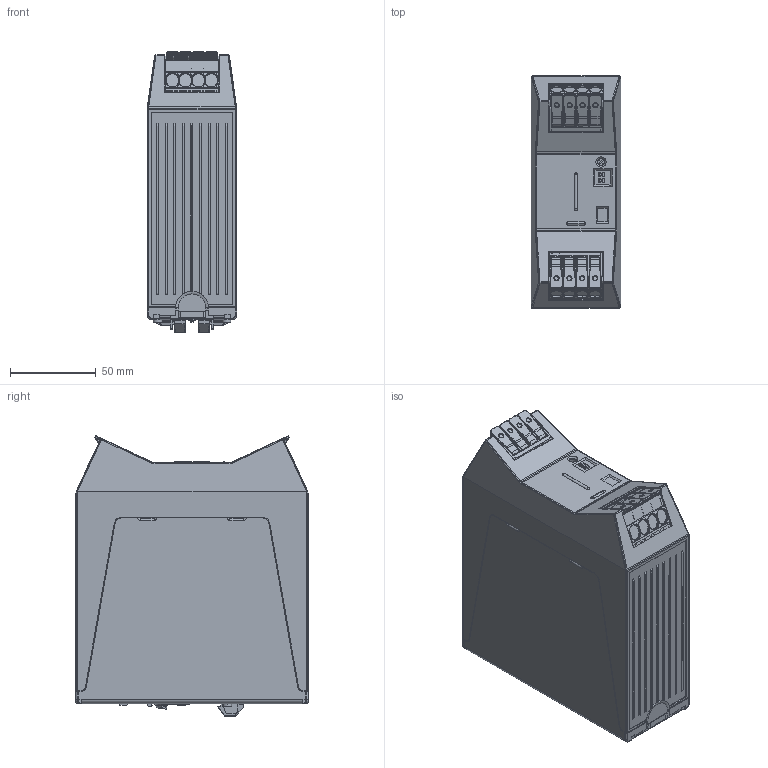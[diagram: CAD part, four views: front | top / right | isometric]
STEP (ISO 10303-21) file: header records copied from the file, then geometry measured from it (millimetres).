
FILE_DESCRIPTION (( 'STEP AP214' ), '1' );
FILE_NAME ('RACPRO1-T480_24.STEP', '2025-05-29T16:05:46', ( '' ), ( '' ), 'SwSTEP 2.0', 'SolidWorks 2024', '' );
FILE_SCHEMA (( 'AUTOMOTIVE_DESIGN' ));
Products named in the file (1): RACPRO1-T480_24
Bounding box: 52.05 x 135 x 163.05 mm (x, y, z)
Volume: 987306.5 mm3; surface area: 98075.6 mm2
Topology: 1 solids, 16 shells, 3461 faces, 9220 edges, 5792 vertices
Faces by surface type: plane 1621, cylinder 1042, torus 410, bspline 328, cone 32, sphere 28
Full cylindrical faces by diameter (mm): 5.315 x1
Entity records: 117084 total; most frequent: CARTESIAN_POINT 34461, ORIENTED_EDGE 18316, DIRECTION 16106, EDGE_CURVE 9158, VERTEX_POINT 5791, VECTOR 5406, LINE 5406, AXIS2_PLACEMENT_3D 5350
